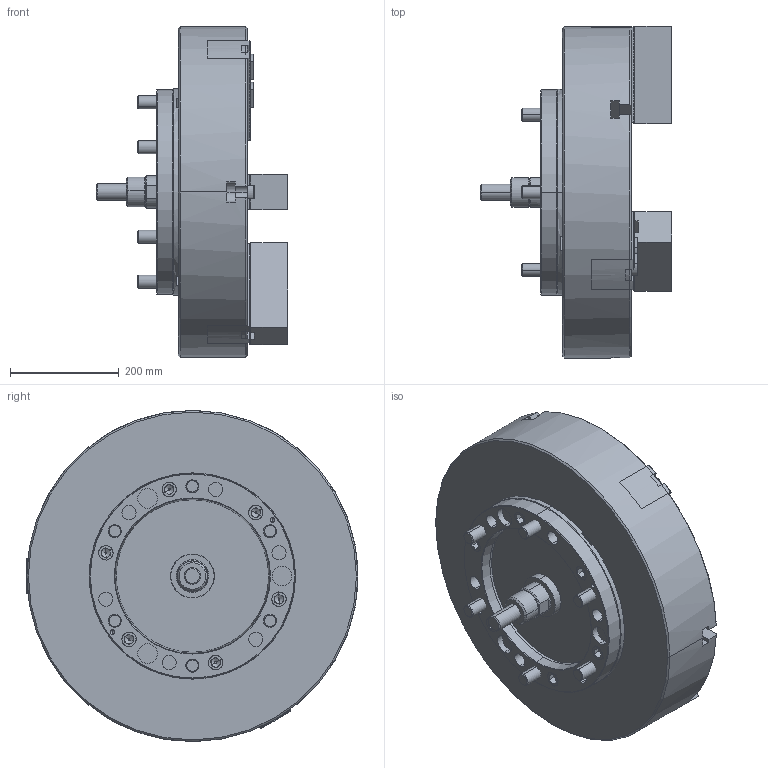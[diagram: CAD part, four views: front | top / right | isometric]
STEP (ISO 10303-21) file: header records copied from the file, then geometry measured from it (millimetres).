
FILE_DESCRIPTION (( 'STEP AP203' ), '1' );
FILE_NAME ('CF-3V-24A15.STEP', '2018-08-01T05:26:16', ( '' ), ( '' ), 'SwSTEP 2.0', 'SolidWorks 2016', '' );
FILE_SCHEMA (( 'CONFIG_CONTROL_DESIGN' ));
Length unit declared in the file: metre
Products named in the file (16): CF-SJ-21; 3V-21-10000-A15法蘭; CF-3V-24A15; CF-3V-24中仁; CF-3V-21主爪; CF-3V-21外中孔塞; CF-M24x170; CF-M6x14; CF-3H-221T型塊; CF-3P-15連接管螺帽; CF-M20x60; CF-3V-24防塵蓋; CF-3P-15連接管; CF-3V-24本體; CF-M20x50L_M20x50; CF-3P-15連接管螺栓
Assembly tree (39 placements, depth 2):
  CF-3V-24A15
    CF-3V-24本體
    CF-3V-24中仁
    CF-3V-21主爪  x3
    CF-3H-221T型塊  x6
    CF-3P-15連接管
    CF-3P-15連接管螺帽
    CF-3P-15連接管螺栓
    CF-3V-24防塵蓋
    CF-M6x14  x6
    CF-SJ-21  x2
    CF-M20x60  x2
    CF-3V-21外中孔塞
    CF-M24x170  x6
    CF-M20x50L_M20x50  x6
    3V-21-10000-A15法蘭
Bounding box: 352 x 611.5 x 610 mm (x, y, z)
Volume: 42181407.5 mm3; surface area: 2233107 mm2
Topology: 39 solids, 39 shells, 3835 faces, 10828 edges, 7100 vertices
Faces by surface type: plane 2724, cylinder 889, cone 192, torus 30
Entity records: 56174 total; most frequent: CARTESIAN_POINT 9645, ORIENTED_EDGE 9352, DIRECTION 9086, EDGE_CURVE 4676, LINE 3610, VECTOR 3610, VERTEX_POINT 3089, AXIS2_PLACEMENT_3D 2738
